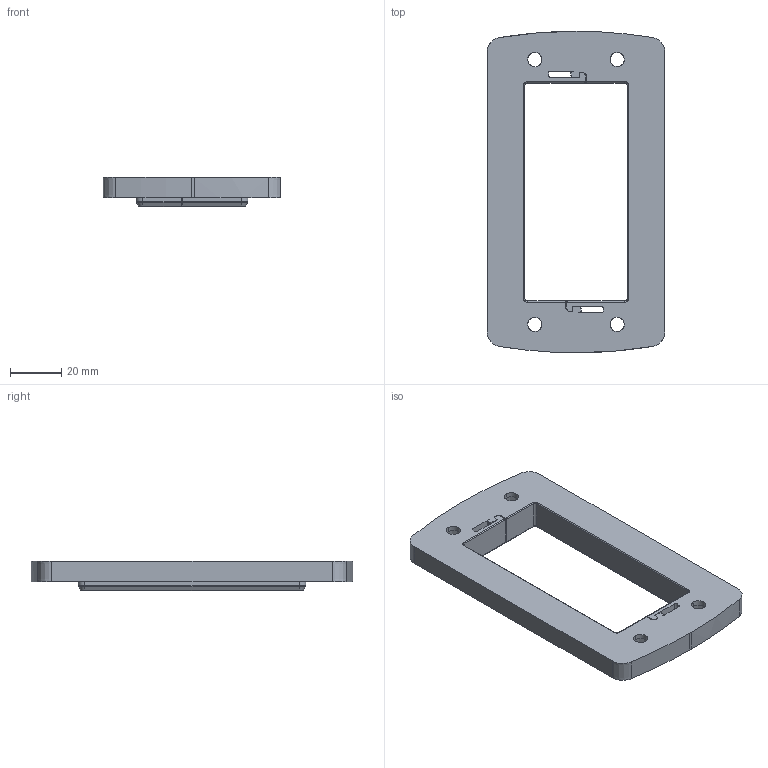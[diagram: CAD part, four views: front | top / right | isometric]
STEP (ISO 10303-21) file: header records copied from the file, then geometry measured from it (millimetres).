
FILE_DESCRIPTION(('CATIA V5 STEP Exchange','CAx-IF Rec.Pracs.--- Model Styling and Organization---1.4--- 2014-01-23'),'2;1');
FILE_NAME ('D1463371_0_2584220000_2584220000.stp','2019-02-15T08:23:35+00:00',('none'),('Weidmueller'),'CATIA Version 5-6 Release 2016 SP3 HF44','CATIA V5 STEP AP214','none');
FILE_SCHEMA(('AUTOMOTIVE_DESIGN { 1 0 10303 214 1 1 1 1 }'));
Length unit declared in the file: millimetre
Products named in the file (1): 2584220000_CABTITE FRL 16-8 BK
Bounding box: 69 x 125 x 11.5 mm (x, y, z)
Volume: 39022.4 mm3; surface area: 18088.8 mm2
Topology: 1 solids, 5 shells, 226 faces, 588 edges, 376 vertices
Faces by surface type: plane 84, cylinder 68, extrusion 30, bspline 20, torus 16, cone 8
Entity records: 9090 total; most frequent: CARTESIAN_POINT 4040, ORIENTED_EDGE 1176, DIRECTION 770, EDGE_CURVE 588, VERTEX_POINT 376, VECTOR 342, LINE 312, AXIS2_PLACEMENT_3D 263
